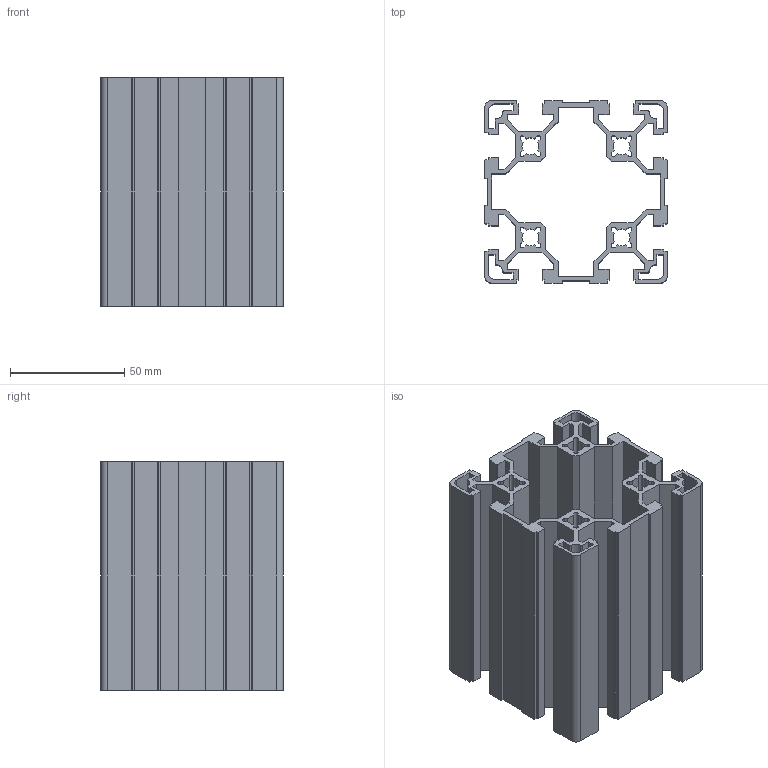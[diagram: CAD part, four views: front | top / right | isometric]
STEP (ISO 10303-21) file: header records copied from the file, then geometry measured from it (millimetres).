
FILE_DESCRIPTION(/* description */ ('Profil 80 x 80L'),/* implementation_level */ '2;1');
FILE_NAME(/* name */ '168080L.stp',/* time_stamp */ '2018-04-29T08:37:01+02:00',/* author */ ('Špaček'),/* organization */ ('Alutec K&K'),/* preprocessor_version */ 'ST-DEVELOPER v16.1',/* originating_system */ 'Autodesk Inventor 2016',/* authorisation */ '');
FILE_SCHEMA (('AUTOMOTIVE_DESIGN { 1 0 10303 214 3 1 1 }'));
Length unit declared in the file: millimetre
Products named in the file (1): 168080L
Bounding box: 80 x 80 x 100 mm (x, y, z)
Volume: 145824.7 mm3; surface area: 125934.6 mm2
Topology: 1 solids, 1 shells, 330 faces, 984 edges, 656 vertices
Faces by surface type: plane 230, cylinder 100
Entity records: 11108 total; most frequent: CARTESIAN_POINT 1971, ORIENTED_EDGE 1968, DIRECTION 1846, EDGE_CURVE 984, LINE 784, VECTOR 784, VERTEX_POINT 656, AXIS2_PLACEMENT_3D 531
